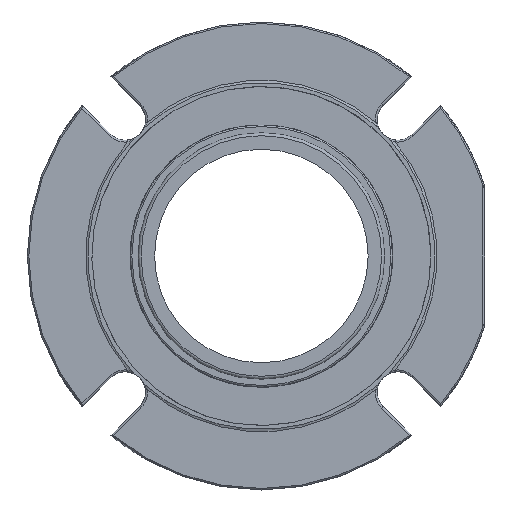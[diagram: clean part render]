
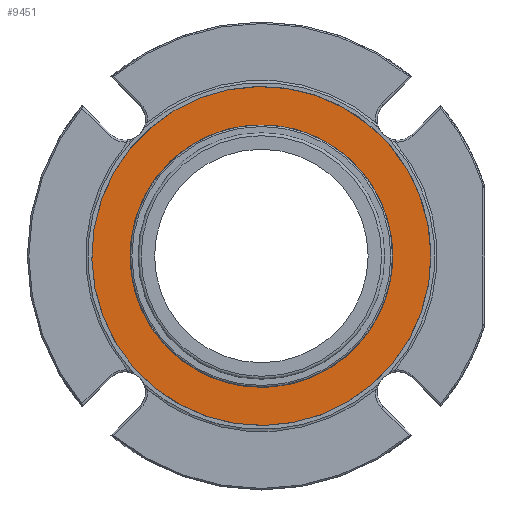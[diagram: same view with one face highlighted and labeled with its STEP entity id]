
A CAD part, left-side view. The second image highlights one B-rep face of the part: STEP entity #9451.
In plain terms, the highlighted planar face has unit normal (-1, 0, 0).
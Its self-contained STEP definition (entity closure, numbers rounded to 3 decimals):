
#1745=PLANE('',#10089);
#1964=ORIENTED_EDGE('',*,*,#4925,.F.);
#1965=ORIENTED_EDGE('',*,*,#4924,.T.);
#4924=EDGE_CURVE('',#6410,#6410,#7358,.F.);
#4925=EDGE_CURVE('',#6411,#6411,#7359,.T.);
#6410=VERTEX_POINT('',#13793);
#6411=VERTEX_POINT('',#13796);
#7358=CIRCLE('',#10088,67.628);
#7359=CIRCLE('',#10090,87.313);
#7899=EDGE_LOOP('',(#1964));
#7900=EDGE_LOOP('',(#1965));
#8599=FACE_BOUND('',#7899,.T.);
#8600=FACE_BOUND('',#7900,.T.);
#9451=ADVANCED_FACE('',(#8599,#8600),#1745,.T.);
#10088=AXIS2_PLACEMENT_3D('',#13792,#11172,#11173);
#10089=AXIS2_PLACEMENT_3D('',#13794,#11174,#11175);
#10090=AXIS2_PLACEMENT_3D('',#13795,#11176,#11177);
#11172=DIRECTION('',(-1.,0.,0.));
#11173=DIRECTION('',(0.,-1.,0.));
#11174=DIRECTION('',(-1.,0.,0.));
#11175=DIRECTION('',(0.,-0.191,-0.982));
#11176=DIRECTION('',(1.,0.,0.));
#11177=DIRECTION('',(0.,0.191,0.982));
#13792=CARTESIAN_POINT('',(-10.236,0.,0.));
#13793=CARTESIAN_POINT('',(-10.236,-67.628,0.));
#13794=CARTESIAN_POINT('',(-10.236,16.715,85.698));
#13795=CARTESIAN_POINT('',(-10.236,0.,0.));
#13796=CARTESIAN_POINT('',(-10.236,16.715,85.698));
